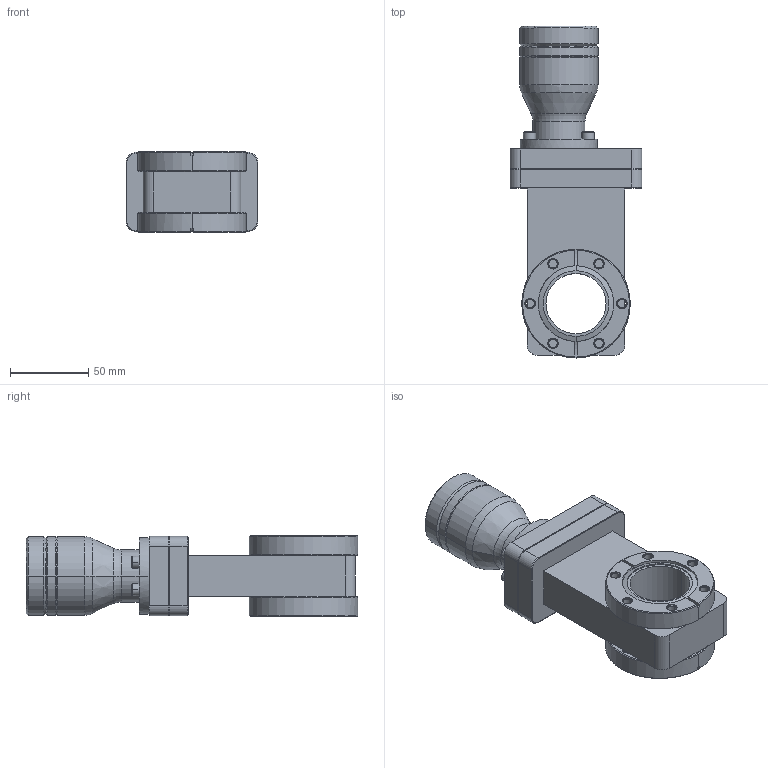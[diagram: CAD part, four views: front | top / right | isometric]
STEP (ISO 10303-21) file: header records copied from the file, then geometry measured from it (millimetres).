
FILE_DESCRIPTION((''),'2;1');
FILE_NAME('11120-0150','2009-02-06T',('jd'),(''),'PRO/ENGINEER BY PARAMETRIC TECHNOLOGY CORPORATION, 2008400','PRO/ENGINEER BY PARAMETRIC TECHNOLOGY CORPORATION, 2008400','');
FILE_SCHEMA(('CONFIG_CONTROL_DESIGN'));
Length unit declared in the file: inch
Products named in the file (1): 11120-0150
Bounding box: 84.12 x 211.99 x 51.49 mm (x, y, z)
Volume: 435779 mm3; surface area: 70048.8 mm2
Topology: 1 solids, 15 shells, 425 faces, 996 edges, 630 vertices
Faces by surface type: plane 201, cylinder 136, cone 84, torus 2, bspline 2
Entity records: 12289 total; most frequent: DIRECTION 2232, CARTESIAN_POINT 2202, ORIENTED_EDGE 1944, EDGE_CURVE 996, AXIS2_PLACEMENT_3D 836, VERTEX_POINT 630, VECTOR 560, LINE 560
